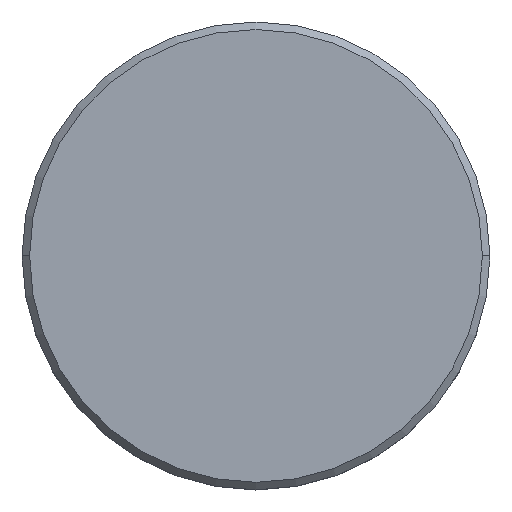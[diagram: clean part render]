
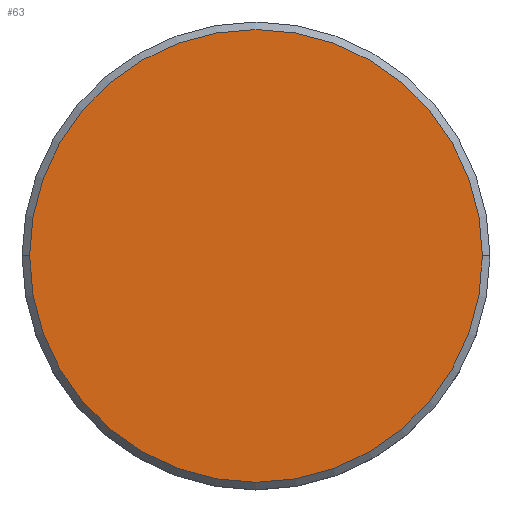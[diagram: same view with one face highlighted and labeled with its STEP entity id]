
A CAD part, top view. The second image highlights one B-rep face of the part: STEP entity #63.
In plain terms, the highlighted planar face has unit normal (0, 0, 1).
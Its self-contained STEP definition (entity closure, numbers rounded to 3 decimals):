
#38 = DIRECTION ( 'NONE',  ( 0., 0., 1. ) ) ;
#54 = EDGE_LOOP ( 'NONE', ( #713, #1150 ) ) ;
#63 = ADVANCED_FACE ( 'NONE', ( #898 ), #793, .T. ) ;
#177 = AXIS2_PLACEMENT_3D ( 'NONE', #414, #38, #230 ) ;
#218 = DIRECTION ( 'NONE',  ( 1., 0., 0. ) ) ;
#228 = CARTESIAN_POINT ( 'NONE',  ( 0., 0., 0. ) ) ;
#230 = DIRECTION ( 'NONE',  ( 1., 0., 0. ) ) ;
#354 = EDGE_CURVE ( 'NONE', #574, #852, #954, .T. ) ;
#356 = DIRECTION ( 'NONE',  ( 1., 0., 0. ) ) ;
#414 = CARTESIAN_POINT ( 'NONE',  ( 0., 0., 0. ) ) ;
#477 = AXIS2_PLACEMENT_3D ( 'NONE', #1153, #527, #356 ) ;
#527 = DIRECTION ( 'NONE',  ( 0., 0., 1. ) ) ;
#574 = VERTEX_POINT ( 'NONE', #1134 ) ;
#713 = ORIENTED_EDGE ( 'NONE', *, *, #935, .T. ) ;
#742 = CARTESIAN_POINT ( 'NONE',  ( -15., 0., 0. ) ) ;
#749 = CIRCLE ( 'NONE', #177, 15. ) ;
#793 = PLANE ( 'NONE',  #477 ) ;
#852 = VERTEX_POINT ( 'NONE', #742 ) ;
#872 = DIRECTION ( 'NONE',  ( 0., 0., 1. ) ) ;
#898 = FACE_OUTER_BOUND ( 'NONE', #54, .T. ) ;
#935 = EDGE_CURVE ( 'NONE', #852, #574, #749, .T. ) ;
#954 = CIRCLE ( 'NONE', #1105, 15. ) ;
#1105 = AXIS2_PLACEMENT_3D ( 'NONE', #228, #872, #218 ) ;
#1134 = CARTESIAN_POINT ( 'NONE',  ( 15., 0., 0. ) ) ;
#1150 = ORIENTED_EDGE ( 'NONE', *, *, #354, .T. ) ;
#1153 = CARTESIAN_POINT ( 'NONE',  ( 0., 0., 0. ) ) ;
